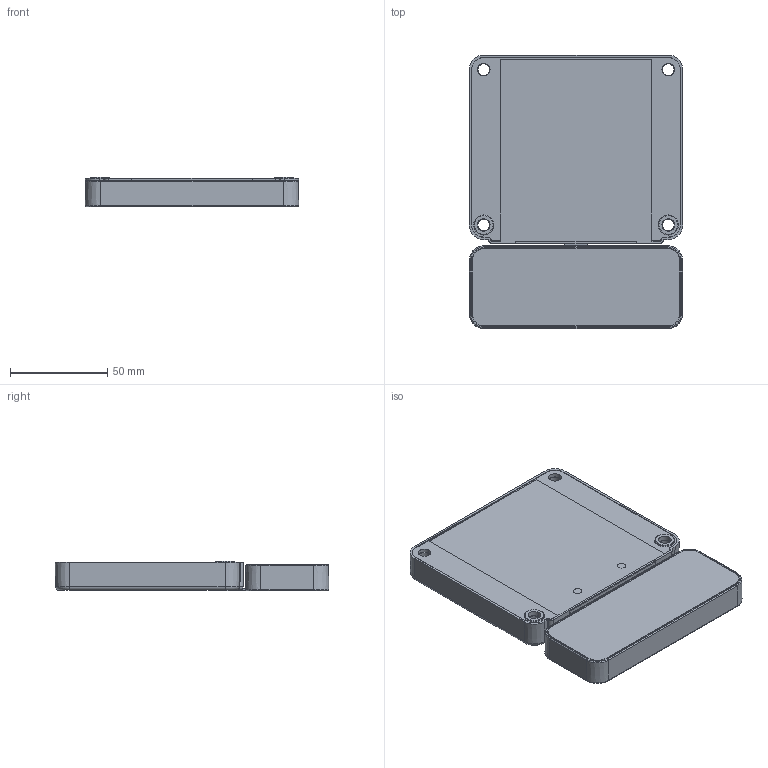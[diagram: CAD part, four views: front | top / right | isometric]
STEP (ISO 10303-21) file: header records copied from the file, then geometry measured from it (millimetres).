
FILE_DESCRIPTION((''),'2;1');
FILE_NAME('JCHT35M5_ASM','2020-01-08T16:08:48',('u'),('捷昌驱动'),'CREO PARAMETRIC BY PTC INC, 2018100','CREO PARAMETRIC BY PTC INC, 2018100','');
FILE_SCHEMA(('CONFIG_CONTROL_DESIGN'));
Length unit declared in the file: millimetre
Products named in the file (10): PRT0002_1_1; PRT0004_1_1; PRT0005_1_1; PRT0006_1_1; PRT0007_1_1; ASM0002_ASM_1_ASM_1_ASM; ASM0001_ASM_1_ASM_1_ASM; JCHT35M5-201512_ASM_30_ASM_1_ASM; JCHT35M5_ASM_1_ASM; JCHT35M5_ASM
Assembly tree (9 placements, depth 6):
  JCHT35M5_ASM
    JCHT35M5_ASM_1_ASM
      JCHT35M5-201512_ASM_30_ASM_1_ASM
        ASM0001_ASM_1_ASM_1_ASM
          PRT0002_1_1
          PRT0004_1_1
          PRT0005_1_1
          ASM0002_ASM_1_ASM_1_ASM
            PRT0006_1_1
            PRT0007_1_1
Bounding box: 110 x 140.99 x 15.2 mm (x, y, z)
Volume: 166999 mm3; surface area: 83812.3 mm2
Topology: 2 solids, 12 shells, 560 faces, 1651 edges, 1102 vertices
Faces by surface type: plane 303, cylinder 163, torus 44, sphere 20, cone 20, bspline 10
Entity records: 19869 total; most frequent: CARTESIAN_POINT 4661, ORIENTED_EDGE 3138, DIRECTION 3102, EDGE_CURVE 1637, VERTEX_POINT 1102, VECTOR 1040, LINE 1040, AXIS2_PLACEMENT_3D 1031
